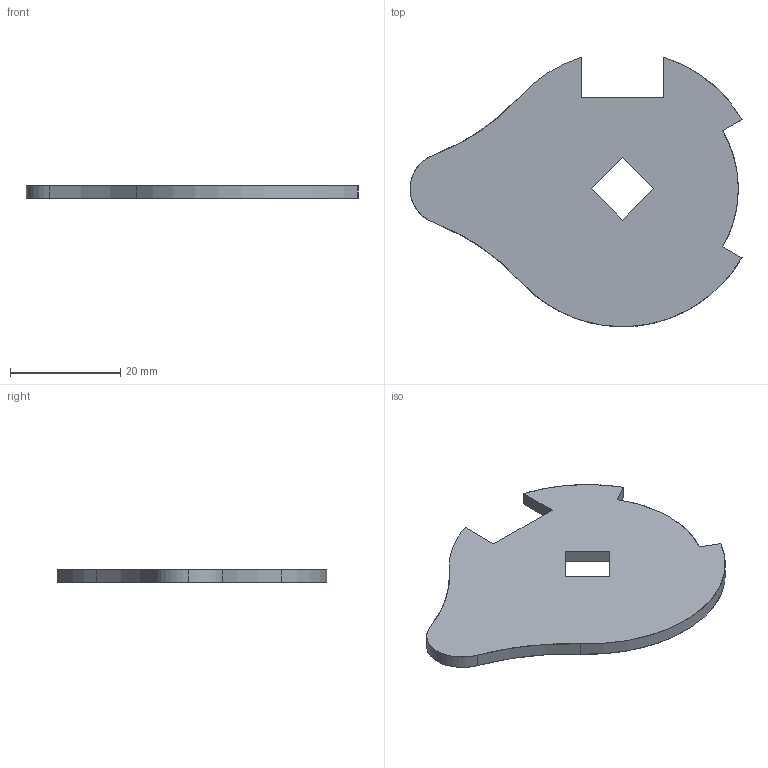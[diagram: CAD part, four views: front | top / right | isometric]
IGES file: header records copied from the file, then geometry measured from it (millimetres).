
Start section: SolidWorks IGES file using analytic representation for surfaces
Global section: file name: AC-25-B.IGS,15; native system: HSolidWorks 2007; preprocessor: SolidWorks 2007; author: 8sw; date: 090501.095715; units: millimetre
Bounding box: 60.15 x 48.85 x 2.3 mm (x, y, z)
Surface area: 4318.2 mm2 (no closed solid volume)
Topology: 0 solids, 0 shells, 19 faces, 206 edges, 206 vertices
Faces by surface type: bspline 11, revolution 8
